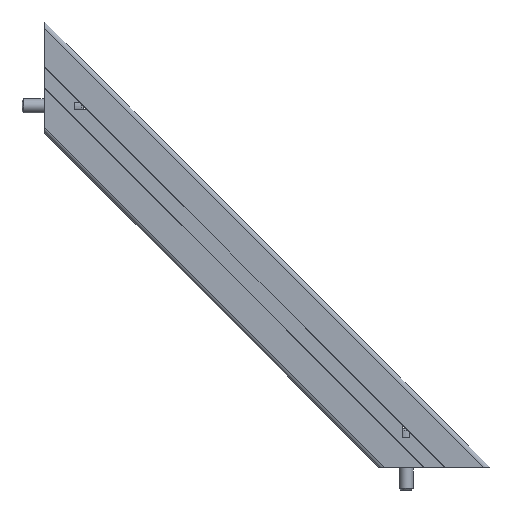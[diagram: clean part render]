
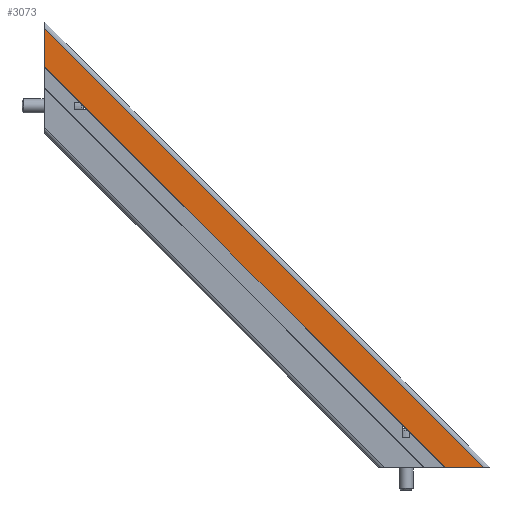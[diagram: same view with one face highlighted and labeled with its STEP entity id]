
A CAD part, front view. The second image highlights one B-rep face of the part: STEP entity #3073.
In plain terms, the highlighted planar face has unit normal (0, -1, 0).
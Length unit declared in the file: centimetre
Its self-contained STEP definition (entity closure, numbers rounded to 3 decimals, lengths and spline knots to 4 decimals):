
#267=PLANE('',#3356);
#468=FACE_OUTER_BOUND('',#638,.T.);
#638=EDGE_LOOP('',(#2816,#2817,#2818,#2819));
#826=LINE('',#5501,#1111);
#903=LINE('',#5721,#1188);
#921=LINE('',#5760,#1206);
#922=LINE('',#5762,#1207);
#1111=VECTOR('',#3864,1.);
#1188=VECTOR('',#4089,1.);
#1206=VECTOR('',#4147,1.);
#1207=VECTOR('',#4150,1.);
#1485=VERTEX_POINT('',#5498);
#1486=VERTEX_POINT('',#5500);
#1554=VERTEX_POINT('',#5718);
#1555=VERTEX_POINT('',#5720);
#1857=EDGE_CURVE('',#1485,#1486,#826,.T.);
#1968=EDGE_CURVE('',#1554,#1555,#903,.T.);
#1988=EDGE_CURVE('',#1485,#1555,#921,.T.);
#1989=EDGE_CURVE('',#1486,#1554,#922,.T.);
#2816=ORIENTED_EDGE('',*,*,#1857,.F.);
#2817=ORIENTED_EDGE('',*,*,#1988,.T.);
#2818=ORIENTED_EDGE('',*,*,#1968,.F.);
#2819=ORIENTED_EDGE('',*,*,#1989,.F.);
#3073=ADVANCED_FACE('',(#468),#267,.T.);
#3356=AXIS2_PLACEMENT_3D('',#5761,#4148,#4149);
#3864=DIRECTION('',(-1.,0.,0.));
#4089=DIRECTION('',(0.,0.,1.));
#4147=DIRECTION('',(-0.707,0.,0.707));
#4148=DIRECTION('center_axis',(0.,-1.,0.));
#4149=DIRECTION('ref_axis',(0.707,0.,0.707));
#4150=DIRECTION('',(-0.707,0.,0.707));
#5498=CARTESIAN_POINT('',(44.4645,-22.5,0.));
#5500=CARTESIAN_POINT('',(22.4027,-22.5,0.));
#5501=CARTESIAN_POINT('',(-16.5235,-22.5,0.));
#5718=CARTESIAN_POINT('',(-206.5584,-22.5,228.9612));
#5720=CARTESIAN_POINT('',(-206.5584,-22.5,251.0229));
#5721=CARTESIAN_POINT('',(-206.5584,-22.5,54.8008));
#5760=CARTESIAN_POINT('',(46.2322,-22.5,-1.7678));
#5761=CARTESIAN_POINT('Origin',(46.2322,-22.5,-1.7678));
#5762=CARTESIAN_POINT('',(35.2014,-22.5,-12.7986));
